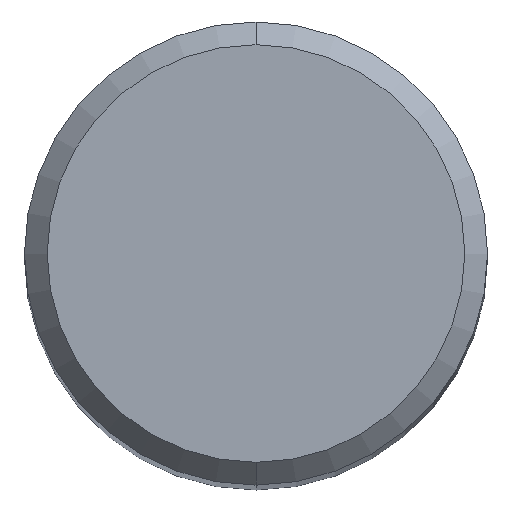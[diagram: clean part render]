
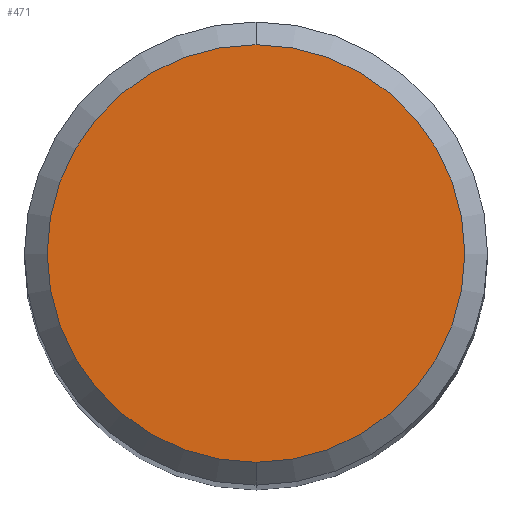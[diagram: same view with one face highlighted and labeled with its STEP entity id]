
A CAD part, top view. The second image highlights one B-rep face of the part: STEP entity #471.
In plain terms, the highlighted planar face has unit normal (0, 0, 1).
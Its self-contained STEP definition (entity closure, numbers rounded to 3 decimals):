
#285=VERTEX_POINT('',#678);
#377=EDGE_CURVE('',#285,#569,#780,.T.);
#389=EDGE_CURVE('',#569,#285,#795,.T.);
#471=ADVANCED_FACE('',(#889),#890,.T.);
#569=VERTEX_POINT('',#997);
#678=CARTESIAN_POINT('',(0.0,3.642,0.0));
#780=CIRCLE('',#1356,3.642);
#795=CIRCLE('',#1376,3.642);
#889=FACE_OUTER_BOUND('',#1520,.T.);
#890=PLANE('',#1521);
#997=CARTESIAN_POINT('',(0.,-3.642,0.0));
#1356=AXIS2_PLACEMENT_3D('',#1971,#1972,#1973);
#1376=AXIS2_PLACEMENT_3D('',#2000,#2001,#2002);
#1520=EDGE_LOOP('',(#2137,#2138));
#1521=AXIS2_PLACEMENT_3D('',#2139,#2140,#2141);
#1971=CARTESIAN_POINT('',(0.0,0.0,0.0));
#1972=DIRECTION('',(0.0,0.0,-1.0));
#1973=DIRECTION('',(0.0,1.0,0.0));
#2000=CARTESIAN_POINT('',(0.0,0.0,0.0));
#2001=DIRECTION('',(0.0,0.0,-1.0));
#2002=DIRECTION('',(0.0,1.0,0.0));
#2137=ORIENTED_EDGE('',*,*,#377,.F.);
#2138=ORIENTED_EDGE('',*,*,#389,.F.);
#2139=CARTESIAN_POINT('',(0.0,1.821,0.0));
#2140=DIRECTION('',(-0.0,0.0,1.0));
#2141=DIRECTION('',(0.0,-1.0,0.0));
